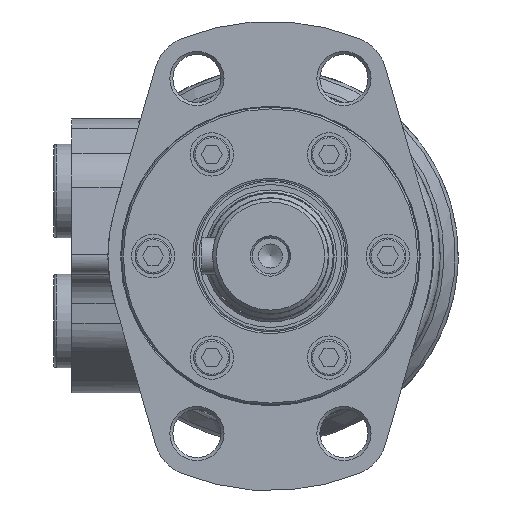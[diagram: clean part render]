
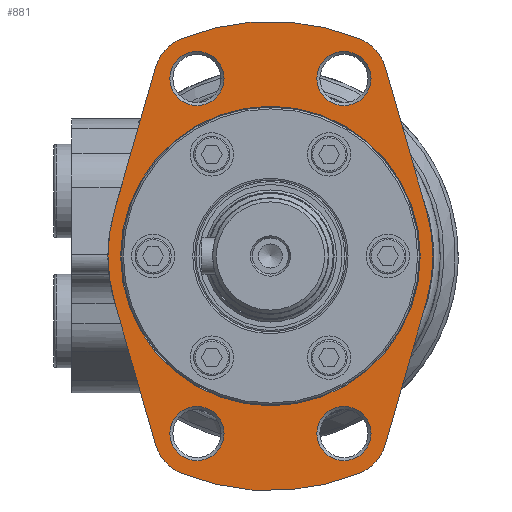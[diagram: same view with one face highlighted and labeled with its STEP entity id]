
A CAD part, left-side view. The second image highlights one B-rep face of the part: STEP entity #881.
In plain terms, the highlighted planar face has unit normal (-1, 0, 0).
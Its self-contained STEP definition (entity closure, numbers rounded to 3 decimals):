
#881 = ADVANCED_FACE( '', ( #1986, #1987, #1988, #1989, #1990, #1991 ), #1992, .F. );
#1986 = FACE_OUTER_BOUND( '', #3436, .T. );
#1987 = FACE_BOUND( '', #3437, .T. );
#1988 = FACE_BOUND( '', #3438, .T. );
#1989 = FACE_BOUND( '', #3439, .T. );
#1990 = FACE_BOUND( '', #3440, .T. );
#1991 = FACE_BOUND( '', #3441, .T. );
#1992 = PLANE( '', #3442 );
#3436 = EDGE_LOOP( '', ( #5639, #5640, #5641, #5642, #5643, #5644, #5645, #5646, #5647, #5648, #5649, #5650 ) );
#3437 = EDGE_LOOP( '', ( #5651 ) );
#3438 = EDGE_LOOP( '', ( #5652 ) );
#3439 = EDGE_LOOP( '', ( #5653 ) );
#3440 = EDGE_LOOP( '', ( #5654 ) );
#3441 = EDGE_LOOP( '', ( #5655 ) );
#3442 = AXIS2_PLACEMENT_3D( '', #5656, #5657, #5658 );
#5639 = ORIENTED_EDGE( '', *, *, #8298, .F. );
#5640 = ORIENTED_EDGE( '', *, *, #8016, .F. );
#5641 = ORIENTED_EDGE( '', *, *, #8299, .F. );
#5642 = ORIENTED_EDGE( '', *, *, #8156, .F. );
#5643 = ORIENTED_EDGE( '', *, *, #7730, .F. );
#5644 = ORIENTED_EDGE( '', *, *, #7985, .F. );
#5645 = ORIENTED_EDGE( '', *, *, #8300, .F. );
#5646 = ORIENTED_EDGE( '', *, *, #8301, .F. );
#5647 = ORIENTED_EDGE( '', *, *, #8302, .F. );
#5648 = ORIENTED_EDGE( '', *, *, #7977, .F. );
#5649 = ORIENTED_EDGE( '', *, *, #8303, .F. );
#5650 = ORIENTED_EDGE( '', *, *, #8304, .F. );
#5651 = ORIENTED_EDGE( '', *, *, #8305, .T. );
#5652 = ORIENTED_EDGE( '', *, *, #8306, .T. );
#5653 = ORIENTED_EDGE( '', *, *, #8307, .T. );
#5654 = ORIENTED_EDGE( '', *, *, #8308, .T. );
#5655 = ORIENTED_EDGE( '', *, *, #8309, .T. );
#5656 = CARTESIAN_POINT( '', ( 0., 0., 0. ) );
#5657 = DIRECTION( '', ( 1., 0., 0. ) );
#5658 = DIRECTION( '', ( 0., 0., -1. ) );
#7730 = EDGE_CURVE( '', #9033, #9034, #9035, .T. );
#7977 = EDGE_CURVE( '', #9450, #9451, #9452, .T. );
#7985 = EDGE_CURVE( '', #9462, #9033, #9463, .T. );
#8016 = EDGE_CURVE( '', #9512, #9513, #9514, .T. );
#8156 = EDGE_CURVE( '', #9034, #9728, #9729, .T. );
#8298 = EDGE_CURVE( '', #9513, #9939, #9940, .T. );
#8299 = EDGE_CURVE( '', #9728, #9512, #9941, .T. );
#8300 = EDGE_CURVE( '', #9942, #9462, #9943, .T. );
#8301 = EDGE_CURVE( '', #9944, #9942, #9945, .T. );
#8302 = EDGE_CURVE( '', #9451, #9944, #9946, .T. );
#8303 = EDGE_CURVE( '', #9947, #9450, #9948, .T. );
#8304 = EDGE_CURVE( '', #9939, #9947, #9949, .T. );
#8305 = EDGE_CURVE( '', #9950, #9950, #9951, .T. );
#8306 = EDGE_CURVE( '', #9952, #9952, #9953, .T. );
#8307 = EDGE_CURVE( '', #9954, #9954, #9955, .T. );
#8308 = EDGE_CURVE( '', #9956, #9956, #9957, .T. );
#8309 = EDGE_CURVE( '', #9958, #9958, #9959, .T. );
#9033 = VERTEX_POINT( '', #11049 );
#9034 = VERTEX_POINT( '', #11050 );
#9035 = CIRCLE( '', #11051, 12. );
#9450 = VERTEX_POINT( '', #12262 );
#9451 = VERTEX_POINT( '', #12263 );
#9452 = CIRCLE( '', #12264, 65. );
#9462 = VERTEX_POINT( '', #12278 );
#9463 = LINE( '', #12279, #12280 );
#9512 = VERTEX_POINT( '', #12445 );
#9513 = VERTEX_POINT( '', #12446 );
#9514 = LINE( '', #12447, #12448 );
#9728 = VERTEX_POINT( '', #12787 );
#9729 = CIRCLE( '', #12788, 65. );
#9939 = VERTEX_POINT( '', #13208 );
#9940 = CIRCLE( '', #13209, 45. );
#9941 = CIRCLE( '', #13210, 12. );
#9942 = VERTEX_POINT( '', #13211 );
#9943 = CIRCLE( '', #13212, 45. );
#9944 = VERTEX_POINT( '', #13213 );
#9945 = LINE( '', #13214, #13215 );
#9946 = CIRCLE( '', #13216, 12. );
#9947 = VERTEX_POINT( '', #13217 );
#9948 = CIRCLE( '', #13218, 12. );
#9949 = LINE( '', #13219, #13220 );
#9950 = VERTEX_POINT( '', #13221 );
#9951 = CIRCLE( '', #13222, 7.505 );
#9952 = VERTEX_POINT( '', #13223 );
#9953 = CIRCLE( '', #13224, 7.505 );
#9954 = VERTEX_POINT( '', #13225 );
#9955 = CIRCLE( '', #13226, 7.505 );
#9956 = VERTEX_POINT( '', #13227 );
#9957 = CIRCLE( '', #13228, 7.505 );
#9958 = VERTEX_POINT( '', #13229 );
#9959 = CIRCLE( '', #13230, 41.485 );
#11049 = CARTESIAN_POINT( '', ( 0., -31.825, -52.27 ) );
#11050 = CARTESIAN_POINT( '', ( 0., -24.884, -60.048 ) );
#11051 = AXIS2_PLACEMENT_3D( '', #14909, #14910, #14911 );
#12262 = CARTESIAN_POINT( '', ( 0., 24.884, 60.048 ) );
#12263 = CARTESIAN_POINT( '', ( 0., -24.884, 60.048 ) );
#12264 = AXIS2_PLACEMENT_3D( '', #15185, #15186, #15187 );
#12278 = CARTESIAN_POINT( '', ( 0., -43.257, -12.404 ) );
#12279 = CARTESIAN_POINT( '', ( 0., -43.257, -12.404 ) );
#12280 = VECTOR( '', #15195, 1000. );
#12445 = CARTESIAN_POINT( '', ( 0., 31.825, -52.27 ) );
#12446 = CARTESIAN_POINT( '', ( 0., 43.257, -12.404 ) );
#12447 = CARTESIAN_POINT( '', ( 0., 31.825, -52.27 ) );
#12448 = VECTOR( '', #15225, 1000. );
#12787 = CARTESIAN_POINT( '', ( 0., 24.884, -60.048 ) );
#12788 = AXIS2_PLACEMENT_3D( '', #15397, #15398, #15399 );
#13208 = CARTESIAN_POINT( '', ( 0., 43.257, 12.404 ) );
#13209 = AXIS2_PLACEMENT_3D( '', #15547, #15548, #15549 );
#13210 = AXIS2_PLACEMENT_3D( '', #15550, #15551, #15552 );
#13211 = CARTESIAN_POINT( '', ( 0., -43.257, 12.404 ) );
#13212 = AXIS2_PLACEMENT_3D( '', #15553, #15554, #15555 );
#13213 = CARTESIAN_POINT( '', ( 0., -31.825, 52.27 ) );
#13214 = CARTESIAN_POINT( '', ( 0., -31.825, 52.27 ) );
#13215 = VECTOR( '', #15556, 1000. );
#13216 = AXIS2_PLACEMENT_3D( '', #15557, #15558, #15559 );
#13217 = CARTESIAN_POINT( '', ( 0., 31.825, 52.27 ) );
#13218 = AXIS2_PLACEMENT_3D( '', #15560, #15561, #15562 );
#13219 = CARTESIAN_POINT( '', ( 0., 43.257, 12.404 ) );
#13220 = VECTOR( '', #15563, 1000. );
#13221 = CARTESIAN_POINT( '', ( 0., -20.36, 41.645 ) );
#13222 = AXIS2_PLACEMENT_3D( '', #15564, #15565, #15566 );
#13223 = CARTESIAN_POINT( '', ( 0., -20.36, -56.655 ) );
#13224 = AXIS2_PLACEMENT_3D( '', #15567, #15568, #15569 );
#13225 = CARTESIAN_POINT( '', ( 0., 20.36, 41.645 ) );
#13226 = AXIS2_PLACEMENT_3D( '', #15570, #15571, #15572 );
#13227 = CARTESIAN_POINT( '', ( 0., 20.36, -56.655 ) );
#13228 = AXIS2_PLACEMENT_3D( '', #15573, #15574, #15575 );
#13229 = CARTESIAN_POINT( '', ( 0., 0., -41.485 ) );
#13230 = AXIS2_PLACEMENT_3D( '', #15576, #15577, #15578 );
#14909 = CARTESIAN_POINT( '', ( 0., -20.29, -48.962 ) );
#14910 = DIRECTION( '', ( 1., 0., 0. ) );
#14911 = DIRECTION( '', ( 0., 0., -1. ) );
#15185 = CARTESIAN_POINT( '', ( 0., 0., 0. ) );
#15186 = DIRECTION( '', ( 1., 0., 0. ) );
#15187 = DIRECTION( '', ( 0., 0., -1. ) );
#15195 = DIRECTION( '', ( 0., 0.276, -0.961 ) );
#15225 = DIRECTION( '', ( 0., 0.276, 0.961 ) );
#15397 = CARTESIAN_POINT( '', ( 0., 0., 0. ) );
#15398 = DIRECTION( '', ( 1., 0., 0. ) );
#15399 = DIRECTION( '', ( 0., 0., -1. ) );
#15547 = CARTESIAN_POINT( '', ( 0., 0., 0. ) );
#15548 = DIRECTION( '', ( 1., 0., 0. ) );
#15549 = DIRECTION( '', ( 0., 0., -1. ) );
#15550 = CARTESIAN_POINT( '', ( 0., 20.29, -48.962 ) );
#15551 = DIRECTION( '', ( 1., 0., 0. ) );
#15552 = DIRECTION( '', ( 0., 0., -1. ) );
#15553 = CARTESIAN_POINT( '', ( 0., 0., 0. ) );
#15554 = DIRECTION( '', ( 1., 0., 0. ) );
#15555 = DIRECTION( '', ( 0., 0., -1. ) );
#15556 = DIRECTION( '', ( 0., -0.276, -0.961 ) );
#15557 = CARTESIAN_POINT( '', ( 0., -20.29, 48.962 ) );
#15558 = DIRECTION( '', ( 1., 0., 0. ) );
#15559 = DIRECTION( '', ( 0., 0., -1. ) );
#15560 = CARTESIAN_POINT( '', ( 0., 20.29, 48.962 ) );
#15561 = DIRECTION( '', ( 1., 0., 0. ) );
#15562 = DIRECTION( '', ( 0., 0., -1. ) );
#15563 = DIRECTION( '', ( 0., -0.276, 0.961 ) );
#15564 = CARTESIAN_POINT( '', ( 0., -20.36, 49.15 ) );
#15565 = DIRECTION( '', ( 1., 0., 0. ) );
#15566 = DIRECTION( '', ( 0., 0., -1. ) );
#15567 = CARTESIAN_POINT( '', ( 0., -20.36, -49.15 ) );
#15568 = DIRECTION( '', ( 1., 0., 0. ) );
#15569 = DIRECTION( '', ( 0., 0., -1. ) );
#15570 = CARTESIAN_POINT( '', ( 0., 20.36, 49.15 ) );
#15571 = DIRECTION( '', ( 1., 0., 0. ) );
#15572 = DIRECTION( '', ( 0., 0., -1. ) );
#15573 = CARTESIAN_POINT( '', ( 0., 20.36, -49.15 ) );
#15574 = DIRECTION( '', ( 1., 0., 0. ) );
#15575 = DIRECTION( '', ( 0., 0., -1. ) );
#15576 = CARTESIAN_POINT( '', ( 0., 0., 0. ) );
#15577 = DIRECTION( '', ( 1., 0., 0. ) );
#15578 = DIRECTION( '', ( 0., 0., -1. ) );
